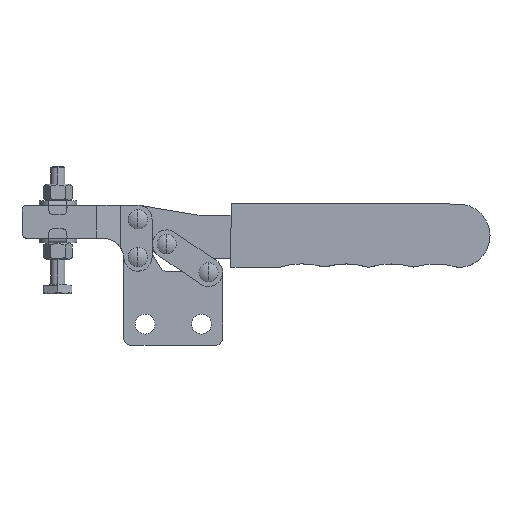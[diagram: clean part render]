
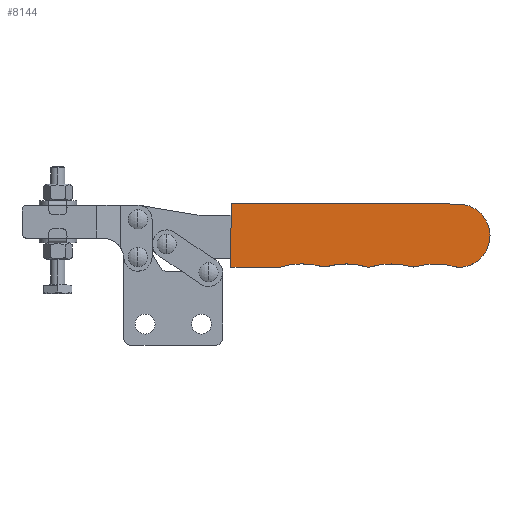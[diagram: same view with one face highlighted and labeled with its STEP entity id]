
A CAD part, top view. The second image highlights one B-rep face of the part: STEP entity #8144.
In plain terms, the highlighted planar face has unit normal (0, 0, 1).
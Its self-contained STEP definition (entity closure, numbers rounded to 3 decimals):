
#44 = CARTESIAN_POINT ( 'NONE',  ( 3.545, 11.155, 7. ) ) ;
#56 = LINE ( 'NONE', #7850, #3553 ) ;
#137 = ORIENTED_EDGE ( 'NONE', *, *, #1596, .T. ) ;
#262 = CIRCLE ( 'NONE', #8166, 32. ) ;
#466 = CARTESIAN_POINT ( 'NONE',  ( 63., 11.335, 7. ) ) ;
#702 = ORIENTED_EDGE ( 'NONE', *, *, #1793, .T. ) ;
#712 = ORIENTED_EDGE ( 'NONE', *, *, #4342, .T. ) ;
#840 = VECTOR ( 'NONE', #7962, 1000. ) ;
#897 = ORIENTED_EDGE ( 'NONE', *, *, #6737, .T. ) ;
#981 = AXIS2_PLACEMENT_3D ( 'NONE', #5616, #4913, #1039 ) ;
#1014 = CARTESIAN_POINT ( 'NONE',  ( 43.978, 11.424, 7. ) ) ;
#1039 = DIRECTION ( 'NONE',  ( 1., -0.001, 0. ) ) ;
#1191 = CARTESIAN_POINT ( 'NONE',  ( 90.51, -19.462, 7. ) ) ;
#1210 = ORIENTED_EDGE ( 'NONE', *, *, #8665, .T. ) ;
#1219 = ORIENTED_EDGE ( 'NONE', *, *, #1501, .T. ) ;
#1318 = ORIENTED_EDGE ( 'NONE', *, *, #6232, .T. ) ;
#1409 = DIRECTION ( 'NONE',  ( 0., 0., 1. ) ) ;
#1501 = EDGE_CURVE ( 'NONE', #2984, #2148, #2331, .T. ) ;
#1504 = AXIS2_PLACEMENT_3D ( 'NONE', #6326, #1773, #3520 ) ;
#1540 = CARTESIAN_POINT ( 'NONE',  ( 100.206, 38.043, 7. ) ) ;
#1596 = EDGE_CURVE ( 'NONE', #7579, #7498, #262, .T. ) ;
#1773 = DIRECTION ( 'NONE',  ( 0., 0., 1. ) ) ;
#1793 = EDGE_CURVE ( 'NONE', #3628, #6571, #4909, .T. ) ;
#1847 = ORIENTED_EDGE ( 'NONE', *, *, #6397, .T. ) ;
#1857 = ORIENTED_EDGE ( 'NONE', *, *, #3375, .T. ) ;
#1872 = CARTESIAN_POINT ( 'NONE',  ( 3.576, 38.155, 7. ) ) ;
#1950 = ORIENTED_EDGE ( 'NONE', *, *, #2554, .T. ) ;
#2093 = CARTESIAN_POINT ( 'NONE',  ( 23.723, 11.132, 7. ) ) ;
#2109 = AXIS2_PLACEMENT_3D ( 'NONE', #3399, #8463, #2293 ) ;
#2148 = VERTEX_POINT ( 'NONE', #5811 ) ;
#2173 = CARTESIAN_POINT ( 'NONE',  ( 80.372, 11.382, 7. ) ) ;
#2210 = CARTESIAN_POINT ( 'NONE',  ( 61.35, 11.337, 7. ) ) ;
#2257 = ORIENTED_EDGE ( 'NONE', *, *, #4791, .T. ) ;
#2293 = DIRECTION ( 'NONE',  ( 1., -0.001, 0. ) ) ;
#2331 = CIRCLE ( 'NONE', #7056, 32. ) ;
#2395 = EDGE_LOOP ( 'NONE', ( #897, #1318, #137, #1950, #1210, #1847, #3534, #702, #2439, #1219, #1857, #2257, #712 ) ) ;
#2424 = VERTEX_POINT ( 'NONE', #2173 ) ;
#2439 = ORIENTED_EDGE ( 'NONE', *, *, #6506, .T. ) ;
#2554 = EDGE_CURVE ( 'NONE', #7498, #3831, #3251, .T. ) ;
#2610 = DIRECTION ( 'NONE',  ( 1., -0.001, 0. ) ) ;
#2926 = DIRECTION ( 'NONE',  ( 1., -0.001, 0. ) ) ;
#2984 = VERTEX_POINT ( 'NONE', #3469 ) ;
#2986 = CIRCLE ( 'NONE', #3973, 3. ) ;
#3032 = DIRECTION ( 'NONE',  ( 0., 0., 1. ) ) ;
#3070 = PLANE ( 'NONE',  #3698 ) ;
#3251 = CIRCLE ( 'NONE', #981, 3. ) ;
#3375 = EDGE_CURVE ( 'NONE', #2148, #6749, #3836, .T. ) ;
#3399 = CARTESIAN_POINT ( 'NONE',  ( 43.178, 14.315, 7. ) ) ;
#3415 = DIRECTION ( 'NONE',  ( 1., -0.001, 0. ) ) ;
#3469 = CARTESIAN_POINT ( 'NONE',  ( 24.587, 11.258, 7. ) ) ;
#3520 = DIRECTION ( 'NONE',  ( 1., -0.001, 0. ) ) ;
#3534 = ORIENTED_EDGE ( 'NONE', *, *, #4261, .T. ) ;
#3539 = VERTEX_POINT ( 'NONE', #7027 ) ;
#3553 = VECTOR ( 'NONE', #6996, 1000. ) ;
#3628 = VERTEX_POINT ( 'NONE', #44 ) ;
#3641 = DIRECTION ( 'NONE',  ( 0., 0., 1. ) ) ;
#3698 = AXIS2_PLACEMENT_3D ( 'NONE', #3785, #3032, #2926 ) ;
#3785 = CARTESIAN_POINT ( 'NONE',  ( 71.769, -19.44, 7. ) ) ;
#3791 = AXIS2_PLACEMENT_3D ( 'NONE', #5237, #5682, #4359 ) ;
#3831 = VERTEX_POINT ( 'NONE', #5330 ) ;
#3836 = CIRCLE ( 'NONE', #2109, 3. ) ;
#3888 = CARTESIAN_POINT ( 'NONE',  ( 33.769, -19.396, 7. ) ) ;
#3960 = DIRECTION ( 'NONE',  ( 1., -0.001, 0. ) ) ;
#3973 = AXIS2_PLACEMENT_3D ( 'NONE', #5801, #3641, #3415 ) ;
#4261 = EDGE_CURVE ( 'NONE', #3539, #3628, #56, .T. ) ;
#4342 = EDGE_CURVE ( 'NONE', #8379, #4863, #5697, .T. ) ;
#4359 = DIRECTION ( 'NONE',  ( 1., -0.001, 0. ) ) ;
#4598 = AXIS2_PLACEMENT_3D ( 'NONE', #6851, #8395, #7784 ) ;
#4600 = DIRECTION ( 'NONE',  ( 0., 0., -1. ) ) ;
#4791 = EDGE_CURVE ( 'NONE', #6749, #8379, #6682, .T. ) ;
#4838 = DIRECTION ( 'NONE',  ( 0., 0., 1. ) ) ;
#4863 = VERTEX_POINT ( 'NONE', #466 ) ;
#4909 = LINE ( 'NONE', #6271, #8556 ) ;
#4913 = DIRECTION ( 'NONE',  ( 0., 0., 1. ) ) ;
#4930 = CARTESIAN_POINT ( 'NONE',  ( 81.978, 11.38, 7. ) ) ;
#4944 = CARTESIAN_POINT ( 'NONE',  ( 62.178, 14.22, 7. ) ) ;
#4946 = AXIS2_PLACEMENT_3D ( 'NONE', #4944, #1409, #6138 ) ;
#5029 = DIRECTION ( 'NONE',  ( 1., -0.001, 0. ) ) ;
#5127 = CIRCLE ( 'NONE', #8393, 3. ) ;
#5237 = CARTESIAN_POINT ( 'NONE',  ( 71.769, -19.44, 7. ) ) ;
#5330 = CARTESIAN_POINT ( 'NONE',  ( 100.719, 11.054, 7. ) ) ;
#5616 = CARTESIAN_POINT ( 'NONE',  ( 100.601, 14.052, 7. ) ) ;
#5648 = CARTESIAN_POINT ( 'NONE',  ( 99.736, 11.179, 7. ) ) ;
#5682 = DIRECTION ( 'NONE',  ( 0., 0., -1. ) ) ;
#5697 = CIRCLE ( 'NONE', #4946, 3. ) ;
#5801 = CARTESIAN_POINT ( 'NONE',  ( 23.727, 14.132, 7. ) ) ;
#5811 = CARTESIAN_POINT ( 'NONE',  ( 42.372, 11.426, 7. ) ) ;
#6080 = VERTEX_POINT ( 'NONE', #1540 ) ;
#6138 = DIRECTION ( 'NONE',  ( 1., -0.001, 0. ) ) ;
#6232 = EDGE_CURVE ( 'NONE', #2424, #7579, #5127, .T. ) ;
#6271 = CARTESIAN_POINT ( 'NONE',  ( 23.723, 11.132, 7. ) ) ;
#6326 = CARTESIAN_POINT ( 'NONE',  ( 100.19, 24.543, 7. ) ) ;
#6397 = EDGE_CURVE ( 'NONE', #6080, #3539, #8472, .T. ) ;
#6506 = EDGE_CURVE ( 'NONE', #6571, #2984, #2986, .T. ) ;
#6571 = VERTEX_POINT ( 'NONE', #2093 ) ;
#6682 = CIRCLE ( 'NONE', #4598, 32. ) ;
#6737 = EDGE_CURVE ( 'NONE', #4863, #2424, #6906, .T. ) ;
#6749 = VERTEX_POINT ( 'NONE', #1014 ) ;
#6851 = CARTESIAN_POINT ( 'NONE',  ( 52.51, -19.418, 7. ) ) ;
#6906 = CIRCLE ( 'NONE', #3791, 32. ) ;
#6996 = DIRECTION ( 'NONE',  ( -0.001, -1., 0. ) ) ;
#7027 = CARTESIAN_POINT ( 'NONE',  ( 3.576, 38.155, 7. ) ) ;
#7056 = AXIS2_PLACEMENT_3D ( 'NONE', #3888, #8189, #5029 ) ;
#7498 = VERTEX_POINT ( 'NONE', #5648 ) ;
#7553 = CIRCLE ( 'NONE', #1504, 13.5 ) ;
#7570 = FACE_OUTER_BOUND ( 'NONE', #2395, .T. ) ;
#7579 = VERTEX_POINT ( 'NONE', #4930 ) ;
#7774 = DIRECTION ( 'NONE',  ( 1., -0.001, 0. ) ) ;
#7784 = DIRECTION ( 'NONE',  ( 1., -0.001, 0. ) ) ;
#7850 = CARTESIAN_POINT ( 'NONE',  ( 3.576, 38.155, 7. ) ) ;
#7962 = DIRECTION ( 'NONE',  ( -1., 0.001, 0. ) ) ;
#8144 = ADVANCED_FACE ( 'NONE', ( #7570 ), #3070, .T. ) ;
#8166 = AXIS2_PLACEMENT_3D ( 'NONE', #1191, #4600, #2610 ) ;
#8189 = DIRECTION ( 'NONE',  ( 0., 0., -1. ) ) ;
#8296 = CARTESIAN_POINT ( 'NONE',  ( 81.178, 14.271, 7. ) ) ;
#8379 = VERTEX_POINT ( 'NONE', #2210 ) ;
#8393 = AXIS2_PLACEMENT_3D ( 'NONE', #8296, #4838, #3960 ) ;
#8395 = DIRECTION ( 'NONE',  ( 0., 0., -1. ) ) ;
#8463 = DIRECTION ( 'NONE',  ( 0., 0., 1. ) ) ;
#8472 = LINE ( 'NONE', #1872, #840 ) ;
#8556 = VECTOR ( 'NONE', #7774, 1000. ) ;
#8665 = EDGE_CURVE ( 'NONE', #3831, #6080, #7553, .T. ) ;
